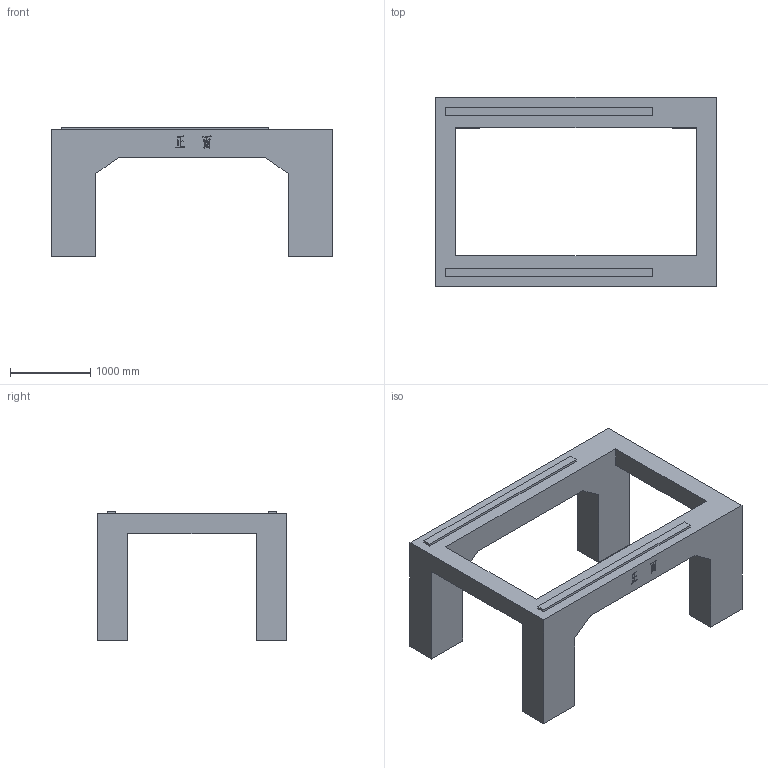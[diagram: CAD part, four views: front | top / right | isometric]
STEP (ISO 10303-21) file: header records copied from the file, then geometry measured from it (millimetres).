
FILE_DESCRIPTION(('FreeCAD Model'),'2;1');
FILE_NAME('Open CASCADE Shape Model','2025-08-19T15:26:12',(''),(''), 'Open CASCADE STEP processor 7.6','FreeCAD','Unknown');
FILE_SCHEMA(('AUTOMOTIVE_DESIGN { 1 0 10303 214 1 1 1 1 }'));
Length unit declared in the file: millimetre
Products named in the file (1): Base001
Bounding box: 3500 x 2360 x 1618 mm (x, y, z)
Volume: 2224060855.5 mm3; surface area: 23255198.3 mm2
Topology: 1 solids, 1 shells, 157 faces, 447 edges, 298 vertices
Faces by surface type: plane 123, bspline 34
Entity records: 12330 total; most frequent: CARTESIAN_POINT 3935, DIRECTION 1317, LINE 1069, VECTOR 1069, ORIENTED_EDGE 894, PCURVE 894, DEFINITIONAL_REPRESENTATION 894, EDGE_CURVE 447
